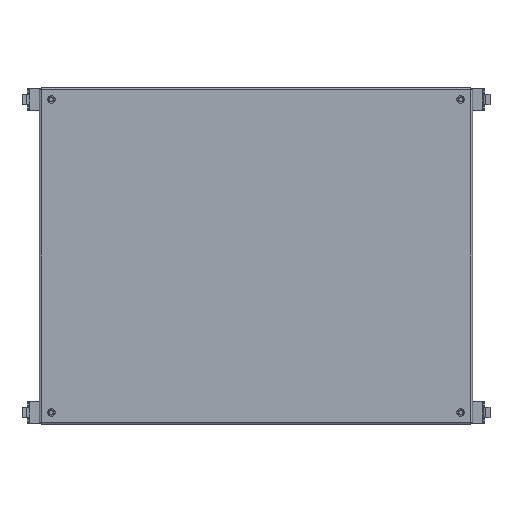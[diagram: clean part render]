
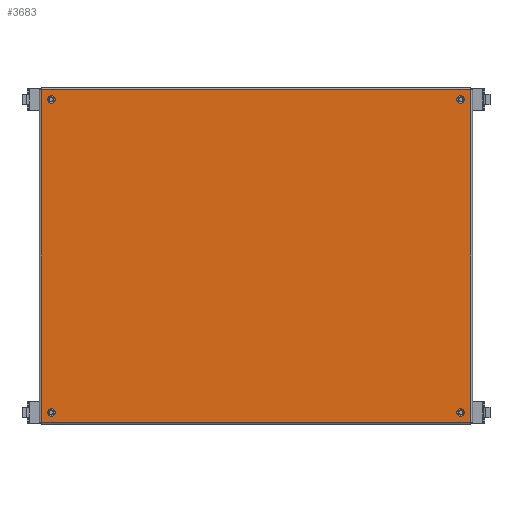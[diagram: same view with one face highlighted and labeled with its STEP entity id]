
A CAD part, front view. The second image highlights one B-rep face of the part: STEP entity #3683.
In plain terms, the highlighted planar face has unit normal (0, -1, 0).
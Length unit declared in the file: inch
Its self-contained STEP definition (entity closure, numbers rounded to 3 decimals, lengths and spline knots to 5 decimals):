
#16 = EDGE_CURVE ( 'NONE', #2359, #355, #3715, .T. ) ;
#65 = CARTESIAN_POINT ( 'NONE',  ( 15.125, 0., 11.28125 ) ) ;
#123 = ORIENTED_EDGE ( 'NONE', *, *, #1819, .F. ) ;
#163 = CARTESIAN_POINT ( 'NONE',  ( -15.857, 0., 12.2945 ) ) ;
#180 = EDGE_LOOP ( 'NONE', ( #2280, #4859 ) ) ;
#204 = DIRECTION ( 'NONE',  ( 0., 0., -1. ) ) ;
#255 = AXIS2_PLACEMENT_3D ( 'NONE', #335, #1243, #319 ) ;
#319 = DIRECTION ( 'NONE',  ( 0., 0., 1. ) ) ;
#335 = CARTESIAN_POINT ( 'NONE',  ( -15.857, 0., 12.2945 ) ) ;
#342 = AXIS2_PLACEMENT_3D ( 'NONE', #1371, #2652, #1333 ) ;
#355 = VERTEX_POINT ( 'NONE', #2959 ) ;
#504 = CIRCLE ( 'NONE', #3215, 0.28125 ) ;
#516 = VERTEX_POINT ( 'NONE', #5661 ) ;
#526 = ORIENTED_EDGE ( 'NONE', *, *, #3238, .F. ) ;
#557 = CIRCLE ( 'NONE', #944, 0.28125 ) ;
#571 = DIRECTION ( 'NONE',  ( 0., 0., 1. ) ) ;
#577 = LINE ( 'NONE', #2692, #3577 ) ;
#663 = LINE ( 'NONE', #4908, #5131 ) ;
#689 = CARTESIAN_POINT ( 'NONE',  ( 15.125, 0., 11.5625 ) ) ;
#701 = EDGE_CURVE ( 'NONE', #355, #516, #1217, .T. ) ;
#746 = CARTESIAN_POINT ( 'NONE',  ( 15.125, 0., -11.28125 ) ) ;
#767 = EDGE_CURVE ( 'NONE', #3645, #4612, #504, .T. ) ;
#850 = CARTESIAN_POINT ( 'NONE',  ( -15.125, 0., 11.28125 ) ) ;
#882 = DIRECTION ( 'NONE',  ( 0., -1., 0. ) ) ;
#944 = AXIS2_PLACEMENT_3D ( 'NONE', #689, #2437, #4186 ) ;
#956 = ORIENTED_EDGE ( 'NONE', *, *, #3131, .F. ) ;
#988 = DIRECTION ( 'NONE',  ( 1., 0., 0. ) ) ;
#1071 = CARTESIAN_POINT ( 'NONE',  ( 15.125, 0., -11.5625 ) ) ;
#1217 = LINE ( 'NONE', #163, #3718 ) ;
#1243 = DIRECTION ( 'NONE',  ( 0., 1., 0. ) ) ;
#1306 = EDGE_CURVE ( 'NONE', #3580, #4273, #2220, .T. ) ;
#1333 = DIRECTION ( 'NONE',  ( 0., 0., 1. ) ) ;
#1371 = CARTESIAN_POINT ( 'NONE',  ( -15.125, 0., -11.5625 ) ) ;
#1373 = CARTESIAN_POINT ( 'NONE',  ( -15.125, 0., 11.5625 ) ) ;
#1429 = EDGE_LOOP ( 'NONE', ( #956, #2439 ) ) ;
#1545 = AXIS2_PLACEMENT_3D ( 'NONE', #3038, #5663, #3411 ) ;
#1617 = EDGE_LOOP ( 'NONE', ( #4409, #526 ) ) ;
#1627 = CIRCLE ( 'NONE', #1545, 0.28125 ) ;
#1629 = EDGE_CURVE ( 'NONE', #3447, #3876, #1627, .T. ) ;
#1722 = DIRECTION ( 'NONE',  ( 0., 0., 1. ) ) ;
#1741 = CIRCLE ( 'NONE', #4439, 0.28125 ) ;
#1819 = EDGE_CURVE ( 'NONE', #516, #5129, #577, .T. ) ;
#1826 = EDGE_LOOP ( 'NONE', ( #4119, #1893 ) ) ;
#1852 = ORIENTED_EDGE ( 'NONE', *, *, #16, .F. ) ;
#1857 = DIRECTION ( 'NONE',  ( 0., -1., 0. ) ) ;
#1893 = ORIENTED_EDGE ( 'NONE', *, *, #1930, .F. ) ;
#1930 = EDGE_CURVE ( 'NONE', #4273, #3580, #3923, .T. ) ;
#2005 = EDGE_CURVE ( 'NONE', #4612, #3645, #5185, .T. ) ;
#2012 = VECTOR ( 'NONE', #5234, 39.37008 ) ;
#2063 = CIRCLE ( 'NONE', #4547, 0.28125 ) ;
#2133 = FACE_BOUND ( 'NONE', #1826, .T. ) ;
#2220 = CIRCLE ( 'NONE', #342, 0.28125 ) ;
#2258 = FACE_BOUND ( 'NONE', #1429, .T. ) ;
#2280 = ORIENTED_EDGE ( 'NONE', *, *, #2005, .F. ) ;
#2320 = AXIS2_PLACEMENT_3D ( 'NONE', #1071, #4540, #2772 ) ;
#2359 = VERTEX_POINT ( 'NONE', #3092 ) ;
#2437 = DIRECTION ( 'NONE',  ( 0., -1., 0. ) ) ;
#2439 = ORIENTED_EDGE ( 'NONE', *, *, #1629, .F. ) ;
#2518 = PLANE ( 'NONE',  #255 ) ;
#2652 = DIRECTION ( 'NONE',  ( 0., -1., 0. ) ) ;
#2692 = CARTESIAN_POINT ( 'NONE',  ( -15.857, 0., 12.2945 ) ) ;
#2752 = EDGE_CURVE ( 'NONE', #2903, #3256, #1741, .T. ) ;
#2754 = CARTESIAN_POINT ( 'NONE',  ( -15.125, 0., -11.5625 ) ) ;
#2772 = DIRECTION ( 'NONE',  ( 0., 0., 1. ) ) ;
#2851 = CARTESIAN_POINT ( 'NONE',  ( 15.125, 0., -11.84375 ) ) ;
#2903 = VERTEX_POINT ( 'NONE', #4456 ) ;
#2959 = CARTESIAN_POINT ( 'NONE',  ( -15.857, 0., -12.2945 ) ) ;
#3038 = CARTESIAN_POINT ( 'NONE',  ( 15.125, 0., 11.5625 ) ) ;
#3092 = CARTESIAN_POINT ( 'NONE',  ( 15.857, 0., -12.2945 ) ) ;
#3131 = EDGE_CURVE ( 'NONE', #3876, #3447, #557, .T. ) ;
#3215 = AXIS2_PLACEMENT_3D ( 'NONE', #3333, #5490, #3739 ) ;
#3231 = DIRECTION ( 'NONE',  ( 0., 0., 1. ) ) ;
#3238 = EDGE_CURVE ( 'NONE', #3256, #2903, #2063, .T. ) ;
#3256 = VERTEX_POINT ( 'NONE', #850 ) ;
#3333 = CARTESIAN_POINT ( 'NONE',  ( 15.125, 0., -11.5625 ) ) ;
#3397 = DIRECTION ( 'NONE',  ( 0., -1., 0. ) ) ;
#3411 = DIRECTION ( 'NONE',  ( 0., 0., 1. ) ) ;
#3412 = CARTESIAN_POINT ( 'NONE',  ( -15.125, 0., 11.5625 ) ) ;
#3428 = ORIENTED_EDGE ( 'NONE', *, *, #701, .F. ) ;
#3447 = VERTEX_POINT ( 'NONE', #65 ) ;
#3542 = CARTESIAN_POINT ( 'NONE',  ( 15.125, 0., 11.84375 ) ) ;
#3559 = AXIS2_PLACEMENT_3D ( 'NONE', #2754, #1857, #3231 ) ;
#3577 = VECTOR ( 'NONE', #988, 39.37008 ) ;
#3580 = VERTEX_POINT ( 'NONE', #3702 ) ;
#3620 = FACE_BOUND ( 'NONE', #1617, .T. ) ;
#3645 = VERTEX_POINT ( 'NONE', #2851 ) ;
#3683 = ADVANCED_FACE ( 'NONE', ( #4769, #3970, #2258, #3620, #2133 ), #2518, .F. ) ;
#3702 = CARTESIAN_POINT ( 'NONE',  ( -15.125, 0., -11.28125 ) ) ;
#3715 = LINE ( 'NONE', #5211, #2012 ) ;
#3718 = VECTOR ( 'NONE', #571, 39.37008 ) ;
#3739 = DIRECTION ( 'NONE',  ( 0., 0., 1. ) ) ;
#3876 = VERTEX_POINT ( 'NONE', #3542 ) ;
#3923 = CIRCLE ( 'NONE', #3559, 0.28125 ) ;
#3970 = FACE_BOUND ( 'NONE', #180, .T. ) ;
#4119 = ORIENTED_EDGE ( 'NONE', *, *, #1306, .F. ) ;
#4186 = DIRECTION ( 'NONE',  ( 0., 0., 1. ) ) ;
#4238 = CARTESIAN_POINT ( 'NONE',  ( 15.857, 0., 12.2945 ) ) ;
#4263 = CARTESIAN_POINT ( 'NONE',  ( -15.125, 0., -11.84375 ) ) ;
#4273 = VERTEX_POINT ( 'NONE', #4263 ) ;
#4409 = ORIENTED_EDGE ( 'NONE', *, *, #2752, .F. ) ;
#4439 = AXIS2_PLACEMENT_3D ( 'NONE', #1373, #882, #5252 ) ;
#4456 = CARTESIAN_POINT ( 'NONE',  ( -15.125, 0., 11.84375 ) ) ;
#4540 = DIRECTION ( 'NONE',  ( 0., -1., 0. ) ) ;
#4547 = AXIS2_PLACEMENT_3D ( 'NONE', #3412, #3397, #1722 ) ;
#4551 = EDGE_CURVE ( 'NONE', #5129, #2359, #663, .T. ) ;
#4612 = VERTEX_POINT ( 'NONE', #746 ) ;
#4627 = EDGE_LOOP ( 'NONE', ( #1852, #5558, #123, #3428 ) ) ;
#4769 = FACE_OUTER_BOUND ( 'NONE', #4627, .T. ) ;
#4859 = ORIENTED_EDGE ( 'NONE', *, *, #767, .F. ) ;
#4908 = CARTESIAN_POINT ( 'NONE',  ( 15.857, 0., 12.2945 ) ) ;
#5129 = VERTEX_POINT ( 'NONE', #4238 ) ;
#5131 = VECTOR ( 'NONE', #204, 39.37008 ) ;
#5185 = CIRCLE ( 'NONE', #2320, 0.28125 ) ;
#5211 = CARTESIAN_POINT ( 'NONE',  ( -15.857, 0., -12.2945 ) ) ;
#5234 = DIRECTION ( 'NONE',  ( -1., 0., 0. ) ) ;
#5252 = DIRECTION ( 'NONE',  ( 0., 0., 1. ) ) ;
#5490 = DIRECTION ( 'NONE',  ( 0., -1., 0. ) ) ;
#5558 = ORIENTED_EDGE ( 'NONE', *, *, #4551, .F. ) ;
#5661 = CARTESIAN_POINT ( 'NONE',  ( -15.857, 0., 12.2945 ) ) ;
#5663 = DIRECTION ( 'NONE',  ( 0., -1., 0. ) ) ;
